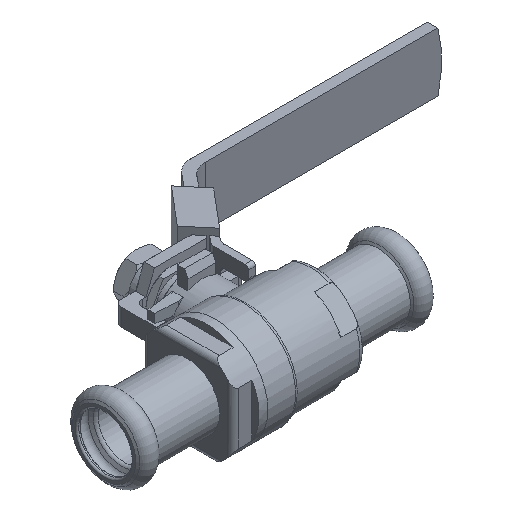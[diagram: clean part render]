
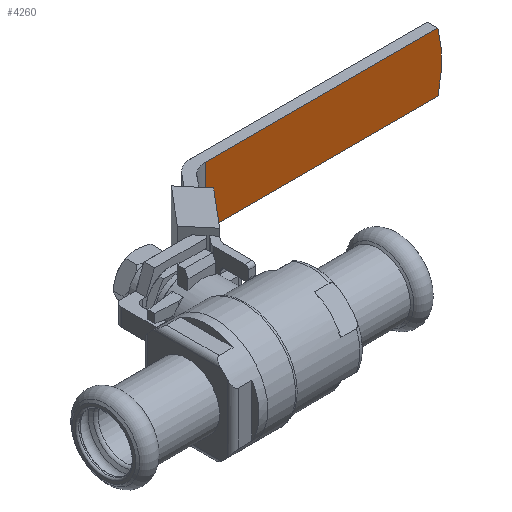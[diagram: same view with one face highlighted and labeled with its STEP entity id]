
A CAD part, isometric view. The second image highlights one B-rep face of the part: STEP entity #4260.
In plain terms, the highlighted planar face has unit normal (0, -1, 0).
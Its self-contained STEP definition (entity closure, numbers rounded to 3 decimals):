
#410=CIRCLE('',#4647,34.);
#1453=ORIENTED_EDGE('',*,*,#2161,.F.);
#1454=ORIENTED_EDGE('',*,*,#2211,.F.);
#1455=ORIENTED_EDGE('',*,*,#2255,.F.);
#1456=ORIENTED_EDGE('',*,*,#2213,.T.);
#2161=EDGE_CURVE('',#2667,#2668,#410,.T.);
#2211=EDGE_CURVE('',#2712,#2667,#2992,.T.);
#2213=EDGE_CURVE('',#2714,#2668,#2994,.T.);
#2255=EDGE_CURVE('',#2714,#2712,#3028,.T.);
#2667=VERTEX_POINT('',#9084);
#2668=VERTEX_POINT('',#9085);
#2712=VERTEX_POINT('',#9188);
#2714=VERTEX_POINT('',#9194);
#2992=LINE('',#9189,#3261);
#2994=LINE('',#9193,#3263);
#3028=LINE('',#9267,#3297);
#3261=VECTOR('',#5534,1000.);
#3263=VECTOR('',#5538,1000.);
#3297=VECTOR('',#5610,1000.);
#3583=EDGE_LOOP('',(#1453,#1454,#1455,#1456));
#3890=FACE_BOUND('',#3583,.T.);
#4036=PLANE('',#4687);
#4260=ADVANCED_FACE('',(#3890),#4036,.T.);
#4647=AXIS2_PLACEMENT_3D('',#9083,#5454,#5455);
#4687=AXIS2_PLACEMENT_3D('',#9268,#5611,#5612);
#5454=DIRECTION('',(0.,1.,0.));
#5455=DIRECTION('',(1.,0.,0.));
#5534=DIRECTION('',(1.,0.,0.));
#5538=DIRECTION('',(1.,0.,0.));
#5610=DIRECTION('',(0.,0.,1.));
#5611=DIRECTION('',(0.,-1.,0.));
#5612=DIRECTION('',(1.,0.,0.));
#9083=CARTESIAN_POINT('',(63.4,47.,0.));
#9084=CARTESIAN_POINT('',(96.32,47.,8.5));
#9085=CARTESIAN_POINT('',(96.32,47.,-8.5));
#9188=CARTESIAN_POINT('',(29.54,47.,8.5));
#9189=CARTESIAN_POINT('',(29.54,47.,8.5));
#9193=CARTESIAN_POINT('',(29.54,47.,-8.5));
#9194=CARTESIAN_POINT('',(29.54,47.,-8.5));
#9267=CARTESIAN_POINT('',(29.54,47.,-8.5));
#9268=CARTESIAN_POINT('',(29.54,47.,-8.5));
